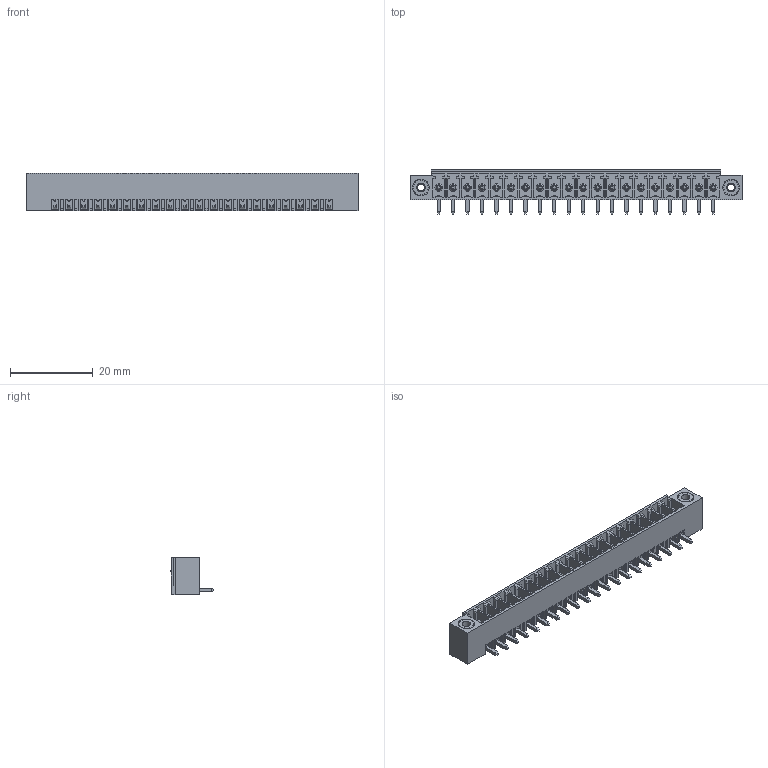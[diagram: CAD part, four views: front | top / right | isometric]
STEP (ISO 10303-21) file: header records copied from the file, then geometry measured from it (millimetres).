
FILE_DESCRIPTION(('STEP AP214'),'1');
FILE_NAME('PV20-3,5-H-K.stp','2018-11-29T16:09:28',(' '),(' '),'Spatial InterOp 3D',' ',' ');
FILE_SCHEMA(('AUTOMOTIVE_DESIGN { 1 0 10303 214 1 1 1 1 }'));
Length unit declared in the file: metre
Products named in the file (1): 1
Bounding box: 80.4 x 10.65 x 9.2 mm (x, y, z)
Volume: 2872.8 mm3; surface area: 6427.2 mm2
Topology: 1 solids, 1 shells, 1367 faces, 3559 edges, 2294 vertices
Faces by surface type: plane 1224, cylinder 103, torus 20, cone 20
Full cylindrical faces by diameter (mm): 1.6 x2, 1.8 x20, 2.05 x2
Entity records: 51456 total; most frequent: CARTESIAN_POINT 7249, ORIENTED_EDGE 6982, DIRECTION 6433, EDGE_CURVE 3491, LINE 3205, VECTOR 3205, VERTEX_POINT 2270, AXIS2_PLACEMENT_3D 1614
